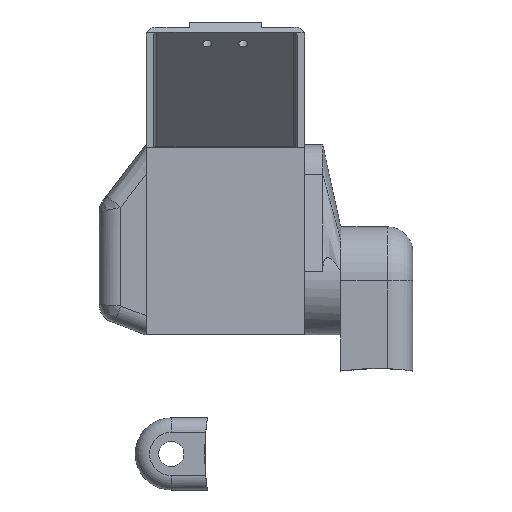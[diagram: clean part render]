
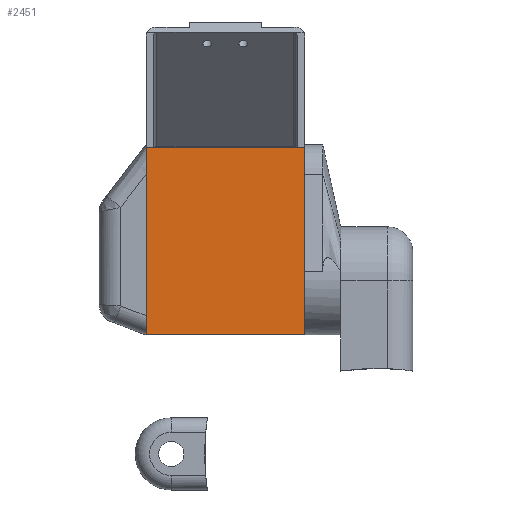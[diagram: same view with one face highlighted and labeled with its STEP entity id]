
A CAD part, front view. The second image highlights one B-rep face of the part: STEP entity #2451.
In plain terms, the highlighted planar face has unit normal (0, -1, 0).
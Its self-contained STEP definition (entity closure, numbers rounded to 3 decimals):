
#322=FACE_OUTER_BOUND('',#474,.T.);
#474=EDGE_LOOP('',(#1658,#1659,#1660,#1661));
#665=LINE('',#3644,#858);
#669=LINE('',#3651,#862);
#670=LINE('',#3654,#863);
#671=LINE('',#3655,#864);
#858=VECTOR('',#2899,10.);
#862=VECTOR('',#2905,10.);
#863=VECTOR('',#2908,10.);
#864=VECTOR('',#2909,10.);
#1051=VERTEX_POINT('',#3641);
#1052=VERTEX_POINT('',#3643);
#1054=VERTEX_POINT('',#3649);
#1055=VERTEX_POINT('',#3653);
#1286=EDGE_CURVE('',#1051,#1052,#665,.T.);
#1290=EDGE_CURVE('',#1051,#1054,#669,.T.);
#1291=EDGE_CURVE('',#1055,#1054,#670,.T.);
#1292=EDGE_CURVE('',#1052,#1055,#671,.T.);
#1658=ORIENTED_EDGE('',*,*,#1290,.T.);
#1659=ORIENTED_EDGE('',*,*,#1291,.F.);
#1660=ORIENTED_EDGE('',*,*,#1292,.F.);
#1661=ORIENTED_EDGE('',*,*,#1286,.F.);
#2384=PLANE('',#2621);
#2451=ADVANCED_FACE('',(#322),#2384,.T.);
#2621=AXIS2_PLACEMENT_3D('',#3652,#2906,#2907);
#2899=DIRECTION('',(0.,0.,1.));
#2905=DIRECTION('',(1.,0.,0.));
#2906=DIRECTION('center_axis',(0.,-1.,0.));
#2907=DIRECTION('ref_axis',(0.,0.,-1.));
#2908=DIRECTION('',(0.,0.,-1.));
#2909=DIRECTION('',(1.,0.,0.));
#3641=CARTESIAN_POINT('',(-42.,-2.,-2.));
#3643=CARTESIAN_POINT('',(-42.,-2.,50.));
#3644=CARTESIAN_POINT('',(-42.,-2.,50.));
#3649=CARTESIAN_POINT('',(2.,-2.,-2.));
#3651=CARTESIAN_POINT('',(0.,-2.,-2.));
#3652=CARTESIAN_POINT('Origin',(0.,-2.,50.));
#3653=CARTESIAN_POINT('',(2.,-2.,50.));
#3654=CARTESIAN_POINT('',(2.,-2.,50.));
#3655=CARTESIAN_POINT('',(0.,-2.,50.));
